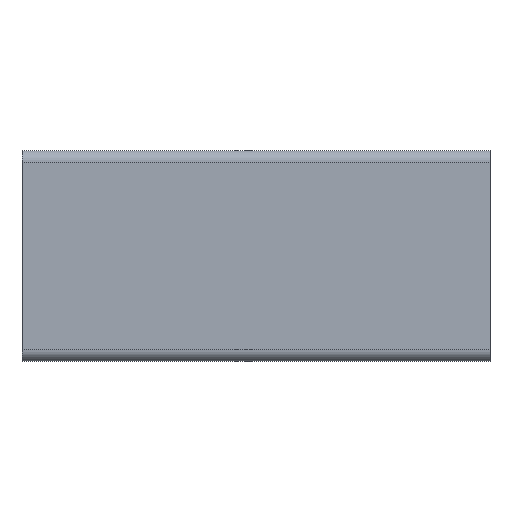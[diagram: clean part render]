
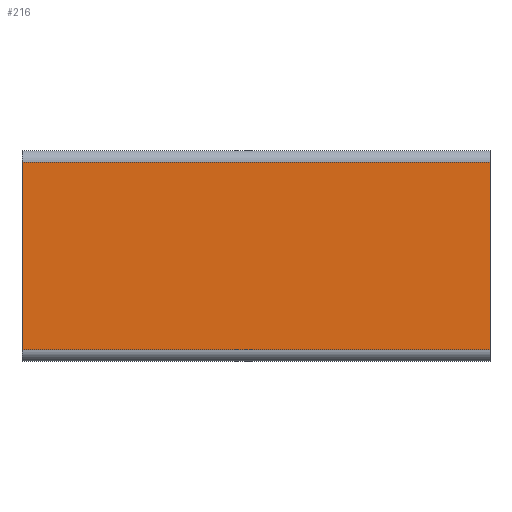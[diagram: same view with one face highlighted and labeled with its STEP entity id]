
A CAD part, front view. The second image highlights one B-rep face of the part: STEP entity #216.
In plain terms, the highlighted planar face has unit normal (0, -1, 0).
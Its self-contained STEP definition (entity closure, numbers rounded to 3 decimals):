
#188 = EDGE_CURVE ( 'NONE', #920, #4115, #1459, .T. ) ;
#216 = ADVANCED_FACE ( 'NONE', ( #3918 ), #3355, .F. ) ;
#246 = VECTOR ( 'NONE', #5482, 1000. ) ;
#420 = CARTESIAN_POINT ( 'NONE',  ( -40.816, 9.898, -20. ) ) ;
#684 = EDGE_CURVE ( 'NONE', #5197, #4638, #2488, .T. ) ;
#846 = AXIS2_PLACEMENT_3D ( 'NONE', #1631, #4691, #5067 ) ;
#920 = VERTEX_POINT ( 'NONE', #3251 ) ;
#1085 = DIRECTION ( 'NONE',  ( -1., 0., 0. ) ) ;
#1162 = ORIENTED_EDGE ( 'NONE', *, *, #684, .F. ) ;
#1314 = CARTESIAN_POINT ( 'NONE',  ( -40.816, 9.898, 20. ) ) ;
#1459 = LINE ( 'NONE', #3725, #246 ) ;
#1631 = CARTESIAN_POINT ( 'NONE',  ( 59.184, 9.898, 20. ) ) ;
#1689 = CARTESIAN_POINT ( 'NONE',  ( 59.184, 9.898, -20. ) ) ;
#1893 = EDGE_CURVE ( 'NONE', #920, #5197, #3957, .T. ) ;
#2007 = CARTESIAN_POINT ( 'NONE',  ( 59.184, 9.898, -20. ) ) ;
#2418 = DIRECTION ( 'NONE',  ( 0., 0., -1. ) ) ;
#2488 = LINE ( 'NONE', #2007, #5555 ) ;
#3251 = CARTESIAN_POINT ( 'NONE',  ( 59.184, 9.898, 20. ) ) ;
#3291 = CARTESIAN_POINT ( 'NONE',  ( 59.184, 9.898, 20. ) ) ;
#3299 = ORIENTED_EDGE ( 'NONE', *, *, #3727, .T. ) ;
#3355 = PLANE ( 'NONE',  #846 ) ;
#3725 = CARTESIAN_POINT ( 'NONE',  ( 59.184, 9.898, 20. ) ) ;
#3727 = EDGE_CURVE ( 'NONE', #4115, #4638, #4193, .T. ) ;
#3918 = FACE_OUTER_BOUND ( 'NONE', #4601, .T. ) ;
#3957 = LINE ( 'NONE', #3291, #5061 ) ;
#4115 = VERTEX_POINT ( 'NONE', #5598 ) ;
#4193 = LINE ( 'NONE', #1314, #5496 ) ;
#4471 = ORIENTED_EDGE ( 'NONE', *, *, #1893, .F. ) ;
#4485 = ORIENTED_EDGE ( 'NONE', *, *, #188, .T. ) ;
#4601 = EDGE_LOOP ( 'NONE', ( #3299, #1162, #4471, #4485 ) ) ;
#4638 = VERTEX_POINT ( 'NONE', #420 ) ;
#4691 = DIRECTION ( 'NONE',  ( 0., 1., 0. ) ) ;
#5061 = VECTOR ( 'NONE', #2418, 1000. ) ;
#5067 = DIRECTION ( 'NONE',  ( 0., 0., 1. ) ) ;
#5197 = VERTEX_POINT ( 'NONE', #1689 ) ;
#5225 = DIRECTION ( 'NONE',  ( 0., 0., -1. ) ) ;
#5482 = DIRECTION ( 'NONE',  ( -1., 0., 0. ) ) ;
#5496 = VECTOR ( 'NONE', #5225, 1000. ) ;
#5555 = VECTOR ( 'NONE', #1085, 1000. ) ;
#5598 = CARTESIAN_POINT ( 'NONE',  ( -40.816, 9.898, 20. ) ) ;
